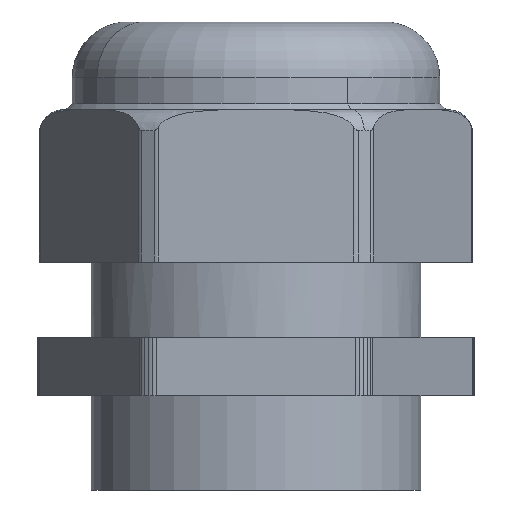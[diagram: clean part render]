
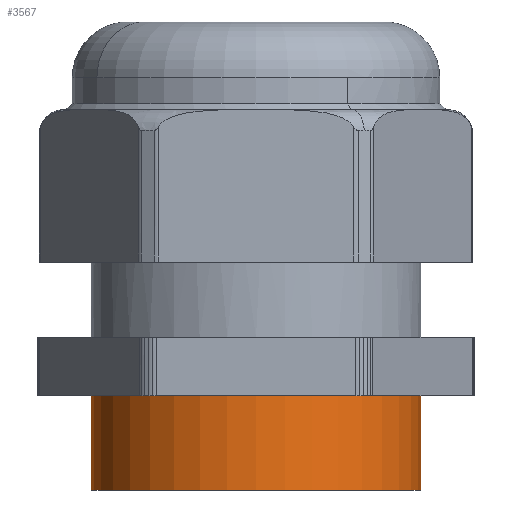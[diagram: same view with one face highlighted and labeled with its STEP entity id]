
A CAD part, left-side view. The second image highlights one B-rep face of the part: STEP entity #3567.
In plain terms, the highlighted cylindrical face has radius 22.705 mm (diameter 45.41 mm), a partial arc.
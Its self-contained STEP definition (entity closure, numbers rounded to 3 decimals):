
#3054=AXIS2_PLACEMENT_3D('Cylinder Axis2P3D',#3051,#3052,#3053) ;
#3456=AXIS2_PLACEMENT_3D('Circle Axis2P3D',#3454,#3455,$) ;
#3558=AXIS2_PLACEMENT_3D('Circle Axis2P3D',#3556,#3557,$) ;
#3051=CARTESIAN_POINT('Axis2P3D Location',(26.5,30.103,3.)) ;
#3451=CARTESIAN_POINT('Vertex',(26.5,7.398,0.)) ;
#3454=CARTESIAN_POINT('Axis2P3D Location',(26.5,30.103,0.)) ;
#3458=CARTESIAN_POINT('Vertex',(26.5,52.808,0.)) ;
#3528=CARTESIAN_POINT('Line Origine',(26.5,52.808,3.)) ;
#3532=CARTESIAN_POINT('Vertex',(26.5,52.808,13.)) ;
#3539=CARTESIAN_POINT('Vertex',(26.5,7.398,13.)) ;
#3542=CARTESIAN_POINT('Line Origine',(26.5,7.398,3.)) ;
#3556=CARTESIAN_POINT('Axis2P3D Location',(26.5,30.103,13.)) ;
#3052=DIRECTION('Axis2P3D Direction',(0.,0.,-1.)) ;
#3053=DIRECTION('Axis2P3D XDirection',(0.,-1.,0.)) ;
#3455=DIRECTION('Axis2P3D Direction',(0.,0.,-1.)) ;
#3529=DIRECTION('Vector Direction',(0.,0.,-1.)) ;
#3543=DIRECTION('Vector Direction',(0.,0.,-1.)) ;
#3557=DIRECTION('Axis2P3D Direction',(0.,0.,-1.)) ;
#3530=VECTOR('Line Direction',#3529,1.) ;
#3544=VECTOR('Line Direction',#3543,1.) ;
#3562=ORIENTED_EDGE('',*,*,#3546,.F.) ;
#3563=ORIENTED_EDGE('',*,*,#3560,.T.) ;
#3564=ORIENTED_EDGE('',*,*,#3534,.T.) ;
#3565=ORIENTED_EDGE('',*,*,#3460,.F.) ;
#3567=ADVANCED_FACE('Hauptk\X2\00F6\X0\rper.1',(#3566),#3055,.T.) ;
#3457=CIRCLE('generated circle',#3456,22.705) ;
#3559=CIRCLE('generated circle',#3558,22.705) ;
#3055=CYLINDRICAL_SURFACE('generated cylinder',#3054,22.705) ;
#3460=EDGE_CURVE('',#3452,#3459,#3457,.T.) ;
#3534=EDGE_CURVE('',#3533,#3459,#3531,.T.) ;
#3546=EDGE_CURVE('',#3540,#3452,#3545,.T.) ;
#3560=EDGE_CURVE('',#3540,#3533,#3559,.T.) ;
#3561=EDGE_LOOP('',(#3562,#3563,#3564,#3565)) ;
#3566=FACE_OUTER_BOUND('',#3561,.T.) ;
#3531=LINE('Line',#3528,#3530) ;
#3545=LINE('Line',#3542,#3544) ;
#3452=VERTEX_POINT('',#3451) ;
#3459=VERTEX_POINT('',#3458) ;
#3533=VERTEX_POINT('',#3532) ;
#3540=VERTEX_POINT('',#3539) ;
